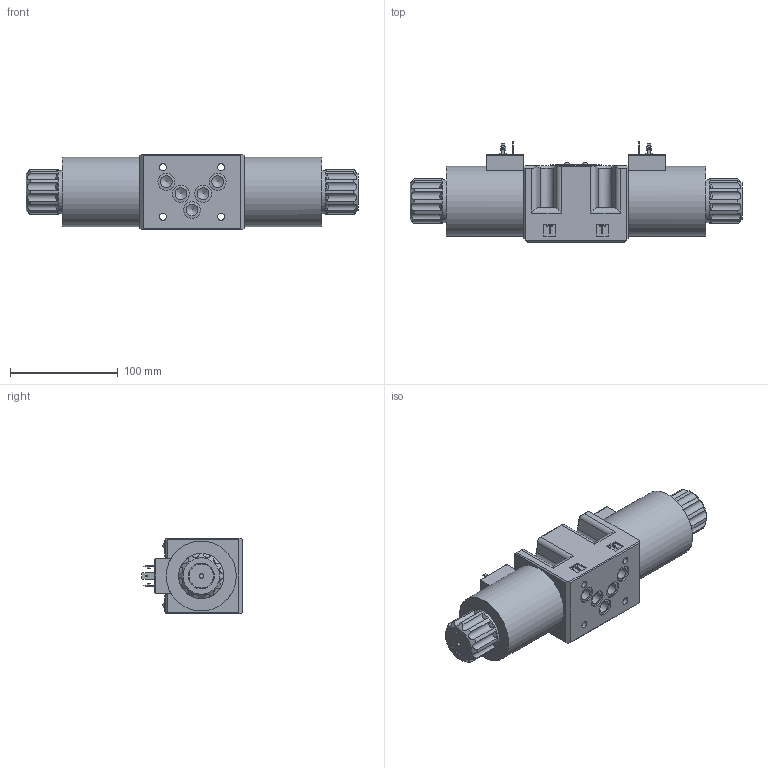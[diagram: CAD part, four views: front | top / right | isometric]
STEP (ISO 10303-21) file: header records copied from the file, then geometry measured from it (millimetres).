
FILE_DESCRIPTION(/* description */ ('STEP AP214'),/* implementation_level */ '2;1');
FILE_NAME(/* name */ 'DS5-S1_14N-D12K1',/* time_stamp */ '2025-03-13T13:31:41+01:00',/* author */ ('License CC BY-ND 4.0'),/* organization */ ('CADENAS'),/* preprocessor_version */ 'ST-DEVELOPER v19.3',/* originating_system */ 'PARTsolutions',/* authorisation */ ' ');
FILE_SCHEMA (('AUTOMOTIVE_DESIGN {1 0 10303 214 3 1 1}'));
Length unit declared in the file: millimetre
Products named in the file (7): DS5-S1/14N-D12K1; 0210544/0134671-08 - 4; 026959_; 0119383; 1903200-B; 3001350200; 0530523
Assembly tree (10 placements, depth 2):
  DS5-S1/14N-D12K1
    0210544/0134671-08 - 4
    026959_  x2
    0119383  x2
    1903200-B  x2
    3001350200
    0530523  x2
Bounding box: 308.8 x 93.3 x 70 mm (x, y, z)
Volume: 1007925.4 mm3; surface area: 156071.2 mm2
Topology: 10 solids, 10 shells, 761 faces, 2019 edges, 1337 vertices
Faces by surface type: plane 542, cylinder 159, cone 56, torus 2, sphere 2
Full cylindrical faces by diameter (mm): 1.65 x6, 2.459 x2, 2.6 x2, 2.9 x2, 4 x10, 6.5 x4, 11 x5, 12 x4, 15.7 x5, 22.376 x2, 24 x2, 25.376 x2, 27 x2, 30.8 x2, 30.98 x2, 31.3 x2, 32 x2, 36 x4, 40 x2, 42 x2, 65 x2
Entity records: 23047 total; most frequent: CARTESIAN_POINT 3641, ORIENTED_EDGE 3202, DIRECTION 3120, EDGE_CURVE 1601, LINE 1292, VECTOR 1292, VERTEX_POINT 1107, AXIS2_PLACEMENT_3D 914
